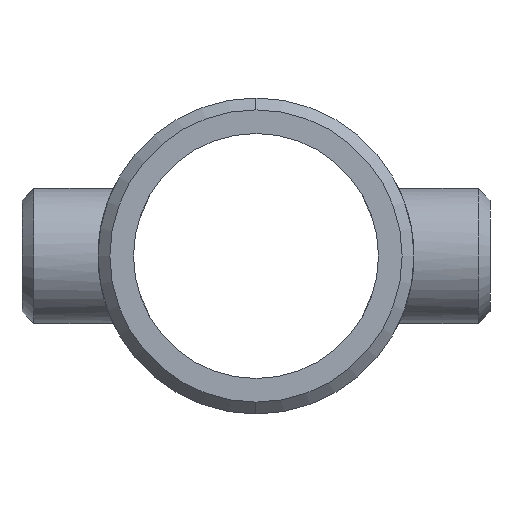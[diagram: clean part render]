
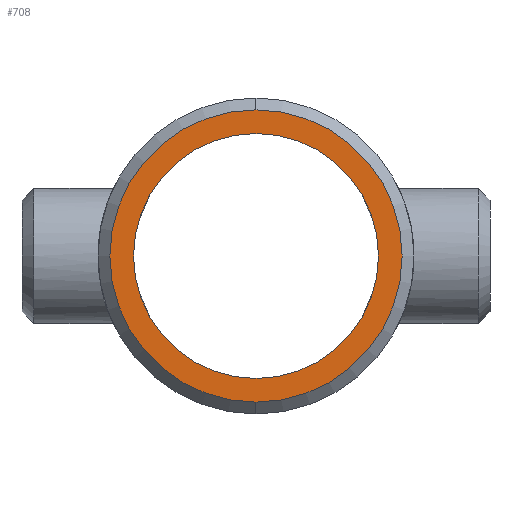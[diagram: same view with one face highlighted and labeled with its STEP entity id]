
A CAD part, left-side view. The second image highlights one B-rep face of the part: STEP entity #708.
In plain terms, the highlighted planar face has unit normal (-1, 0, 0).
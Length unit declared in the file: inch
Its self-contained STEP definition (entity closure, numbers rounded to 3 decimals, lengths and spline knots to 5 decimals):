
#2 = EDGE_CURVE ( 'NONE', #117, #741, #915, .T. ) ;
#35 = ORIENTED_EDGE ( 'NONE', *, *, #930, .T. ) ;
#56 = CARTESIAN_POINT ( 'NONE',  ( -4.88, 0., 0. ) ) ;
#117 = VERTEX_POINT ( 'NONE', #629 ) ;
#281 = VERTEX_POINT ( 'NONE', #901 ) ;
#286 = AXIS2_PLACEMENT_3D ( 'NONE', #56, #408, #423 ) ;
#305 = EDGE_CURVE ( 'NONE', #281, #1047, #1000, .T. ) ;
#372 = CIRCLE ( 'NONE', #1046, 2.57317 ) ;
#384 = CARTESIAN_POINT ( 'NONE',  ( -4.88, 0., 0. ) ) ;
#408 = DIRECTION ( 'NONE',  ( 1., 0., 0. ) ) ;
#423 = DIRECTION ( 'NONE',  ( 0., 0., 1. ) ) ;
#436 = DIRECTION ( 'NONE',  ( 1., 0., 0. ) ) ;
#438 = CARTESIAN_POINT ( 'NONE',  ( -4.88, 0., 0. ) ) ;
#503 = FACE_OUTER_BOUND ( 'NONE', #1192, .T. ) ;
#628 = DIRECTION ( 'NONE',  ( 0., 0., -1. ) ) ;
#629 = CARTESIAN_POINT ( 'NONE',  ( -4.88, 0., -2.1565 ) ) ;
#631 = EDGE_CURVE ( 'NONE', #1047, #281, #372, .T. ) ;
#665 = DIRECTION ( 'NONE',  ( 0., 0., 1. ) ) ;
#677 = DIRECTION ( 'NONE',  ( -1., 0., 0. ) ) ;
#708 = ADVANCED_FACE ( 'NONE', ( #503, #868 ), #1094, .T. ) ;
#741 = VERTEX_POINT ( 'NONE', #906 ) ;
#833 = EDGE_LOOP ( 'NONE', ( #35, #1124 ) ) ;
#843 = CARTESIAN_POINT ( 'NONE',  ( -4.88, 0., 0. ) ) ;
#868 = FACE_BOUND ( 'NONE', #833, .T. ) ;
#887 = CIRCLE ( 'NONE', #1042, 2.1565 ) ;
#901 = CARTESIAN_POINT ( 'NONE',  ( -4.88, 0., 2.57317 ) ) ;
#906 = CARTESIAN_POINT ( 'NONE',  ( -4.88, 0., 2.1565 ) ) ;
#915 = CIRCLE ( 'NONE', #286, 2.1565 ) ;
#923 = DIRECTION ( 'NONE',  ( 0., 0., 1. ) ) ;
#926 = DIRECTION ( 'NONE',  ( -1., 0., 0. ) ) ;
#930 = EDGE_CURVE ( 'NONE', #741, #117, #887, .T. ) ;
#980 = CARTESIAN_POINT ( 'NONE',  ( -4.88, 0., 0. ) ) ;
#986 = ORIENTED_EDGE ( 'NONE', *, *, #631, .T. ) ;
#1000 = CIRCLE ( 'NONE', #1172, 2.57317 ) ;
#1042 = AXIS2_PLACEMENT_3D ( 'NONE', #980, #436, #1187 ) ;
#1046 = AXIS2_PLACEMENT_3D ( 'NONE', #384, #677, #923 ) ;
#1047 = VERTEX_POINT ( 'NONE', #1155 ) ;
#1094 = PLANE ( 'NONE',  #1190 ) ;
#1124 = ORIENTED_EDGE ( 'NONE', *, *, #2, .T. ) ;
#1128 = ORIENTED_EDGE ( 'NONE', *, *, #305, .T. ) ;
#1155 = CARTESIAN_POINT ( 'NONE',  ( -4.88, 0., -2.57317 ) ) ;
#1165 = DIRECTION ( 'NONE',  ( -1., 0., 0. ) ) ;
#1172 = AXIS2_PLACEMENT_3D ( 'NONE', #843, #926, #665 ) ;
#1187 = DIRECTION ( 'NONE',  ( 0., 0., 1. ) ) ;
#1190 = AXIS2_PLACEMENT_3D ( 'NONE', #438, #1165, #628 ) ;
#1192 = EDGE_LOOP ( 'NONE', ( #986, #1128 ) ) ;
